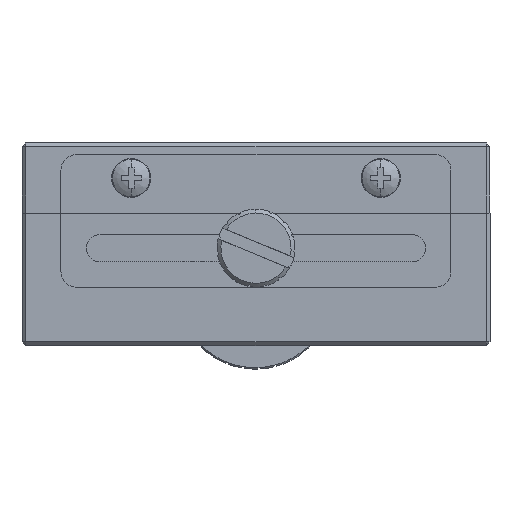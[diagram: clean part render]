
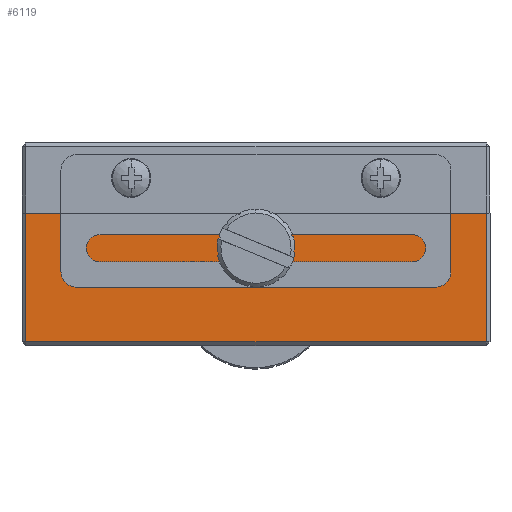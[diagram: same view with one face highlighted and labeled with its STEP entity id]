
A CAD part, front view. The second image highlights one B-rep face of the part: STEP entity #6119.
In plain terms, the highlighted planar face has unit normal (0, -1, 0).
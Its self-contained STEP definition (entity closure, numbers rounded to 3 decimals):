
#79 = DIRECTION ( 'NONE',  ( 0., 0., -1. ) ) ;
#1647 = FACE_BOUND ( 'NONE', #15494, .T. ) ;
#1898 = VERTEX_POINT ( 'NONE', #25750 ) ;
#2578 = CARTESIAN_POINT ( 'NONE',  ( -29.5, -20., 0.25 ) ) ;
#4480 = DIRECTION ( 'NONE',  ( -1., 0., 0. ) ) ;
#4613 = ORIENTED_EDGE ( 'NONE', *, *, #6092, .T. ) ;
#5985 = CARTESIAN_POINT ( 'NONE',  ( 29.5, -20., 0.25 ) ) ;
#6092 = EDGE_CURVE ( 'NONE', #1898, #21282, #17441, .T. ) ;
#6119 = ADVANCED_FACE ( 'NONE', ( #1647, #13383 ), #17529, .T. ) ;
#6842 = CARTESIAN_POINT ( 'NONE',  ( 0., -20., 4. ) ) ;
#7625 = DIRECTION ( 'NONE',  ( 0., 1., 0. ) ) ;
#8741 = LINE ( 'NONE', #16320, #19274 ) ;
#8854 = DIRECTION ( 'NONE',  ( 0., 0., -1. ) ) ;
#9707 = VECTOR ( 'NONE', #79, 1000. ) ;
#10902 = ORIENTED_EDGE ( 'NONE', *, *, #12814, .T. ) ;
#11203 = CARTESIAN_POINT ( 'NONE',  ( -29.5, -20., 8.5 ) ) ;
#11278 = EDGE_CURVE ( 'NONE', #11462, #21801, #14936, .T. ) ;
#11421 = CIRCLE ( 'NONE', #22271, 1.25 ) ;
#11462 = VERTEX_POINT ( 'NONE', #14445 ) ;
#11546 = CARTESIAN_POINT ( 'NONE',  ( -29.5, -20., -8. ) ) ;
#11617 = DIRECTION ( 'NONE',  ( 1., 0., 0. ) ) ;
#12798 = CARTESIAN_POINT ( 'NONE',  ( 29.5, -20., -8. ) ) ;
#12814 = EDGE_CURVE ( 'NONE', #21282, #1898, #11421, .T. ) ;
#13383 = FACE_OUTER_BOUND ( 'NONE', #17691, .T. ) ;
#13619 = LINE ( 'NONE', #23715, #18310 ) ;
#14010 = VERTEX_POINT ( 'NONE', #11203 ) ;
#14445 = CARTESIAN_POINT ( 'NONE',  ( 29.5, -20., 8.5 ) ) ;
#14936 = LINE ( 'NONE', #5985, #9707 ) ;
#15058 = VERTEX_POINT ( 'NONE', #15284 ) ;
#15284 = CARTESIAN_POINT ( 'NONE',  ( -29.5, -20., -8. ) ) ;
#15494 = EDGE_LOOP ( 'NONE', ( #10902, #4613 ) ) ;
#16320 = CARTESIAN_POINT ( 'NONE',  ( 0., -20., -8. ) ) ;
#16396 = EDGE_CURVE ( 'NONE', #21801, #15058, #8741, .T. ) ;
#17279 = VECTOR ( 'NONE', #18430, 1000. ) ;
#17441 = CIRCLE ( 'NONE', #19591, 1.25 ) ;
#17529 = PLANE ( 'NONE',  #23597 ) ;
#17691 = EDGE_LOOP ( 'NONE', ( #17997, #18139, #23675, #21861 ) ) ;
#17770 = DIRECTION ( 'NONE',  ( -1., 0., 0. ) ) ;
#17997 = ORIENTED_EDGE ( 'NONE', *, *, #23872, .T. ) ;
#18139 = ORIENTED_EDGE ( 'NONE', *, *, #18979, .F. ) ;
#18310 = VECTOR ( 'NONE', #17770, 1000. ) ;
#18430 = DIRECTION ( 'NONE',  ( 0., 0., 1. ) ) ;
#18979 = EDGE_CURVE ( 'NONE', #15058, #14010, #23232, .T. ) ;
#19274 = VECTOR ( 'NONE', #4480, 1000. ) ;
#19551 = CARTESIAN_POINT ( 'NONE',  ( 0., -20., 4. ) ) ;
#19591 = AXIS2_PLACEMENT_3D ( 'NONE', #19551, #7625, #21553 ) ;
#20732 = DIRECTION ( 'NONE',  ( 0., 1., 0. ) ) ;
#21282 = VERTEX_POINT ( 'NONE', #25264 ) ;
#21553 = DIRECTION ( 'NONE',  ( 0., 0., -1. ) ) ;
#21801 = VERTEX_POINT ( 'NONE', #12798 ) ;
#21861 = ORIENTED_EDGE ( 'NONE', *, *, #11278, .F. ) ;
#22271 = AXIS2_PLACEMENT_3D ( 'NONE', #6842, #20732, #8854 ) ;
#23232 = LINE ( 'NONE', #2578, #17279 ) ;
#23552 = DIRECTION ( 'NONE',  ( 0., -1., 0. ) ) ;
#23597 = AXIS2_PLACEMENT_3D ( 'NONE', #11546, #23552, #11617 ) ;
#23675 = ORIENTED_EDGE ( 'NONE', *, *, #16396, .F. ) ;
#23715 = CARTESIAN_POINT ( 'NONE',  ( 0., -20., 8.5 ) ) ;
#23872 = EDGE_CURVE ( 'NONE', #11462, #14010, #13619, .T. ) ;
#25264 = CARTESIAN_POINT ( 'NONE',  ( 0., -20., 2.75 ) ) ;
#25750 = CARTESIAN_POINT ( 'NONE',  ( 0., -20., 5.25 ) ) ;
